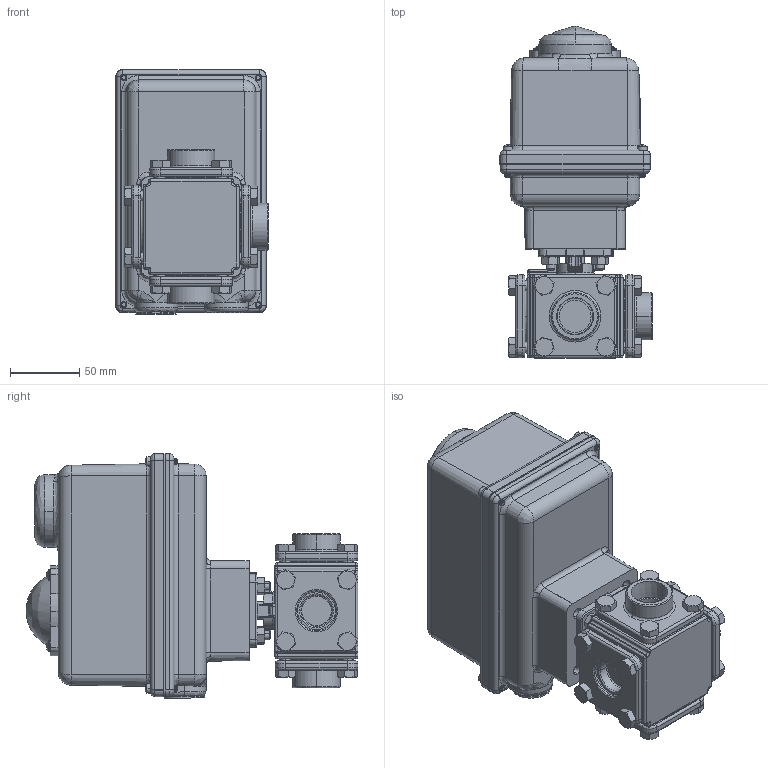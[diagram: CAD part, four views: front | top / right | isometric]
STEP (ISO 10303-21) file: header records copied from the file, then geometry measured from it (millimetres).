
FILE_DESCRIPTION (( 'STEP AP203' ), '1' );
FILE_NAME ('3W21-075-PT_ER-3.STEP', '2018-01-22T20:40:14', ( '' ), ( '' ), 'SwSTEP 2.0', 'SolidWorks 2014', '' );
FILE_SCHEMA (( 'CONFIG_CONTROL_DESIGN' ));
Length unit declared in the file: inch
Products named in the file (1): 3W21-075-PT_ER-3
Bounding box: 109.63 x 238.93 x 176.31 mm (x, y, z)
Volume: 1867884.5 mm3; surface area: 217551.4 mm2
Topology: 10 solids, 10 shells, 1572 faces, 4086 edges, 2547 vertices
Faces by surface type: plane 547, cylinder 465, cone 319, bspline 120, torus 99, sphere 22
Entity records: 71269 total; most frequent: CARTESIAN_POINT 35352, ORIENTED_EDGE 8100, DIRECTION 6677, EDGE_CURVE 4050, VERTEX_POINT 2547, AXIS2_PLACEMENT_3D 2542, EDGE_LOOP 1683, LINE 1593
